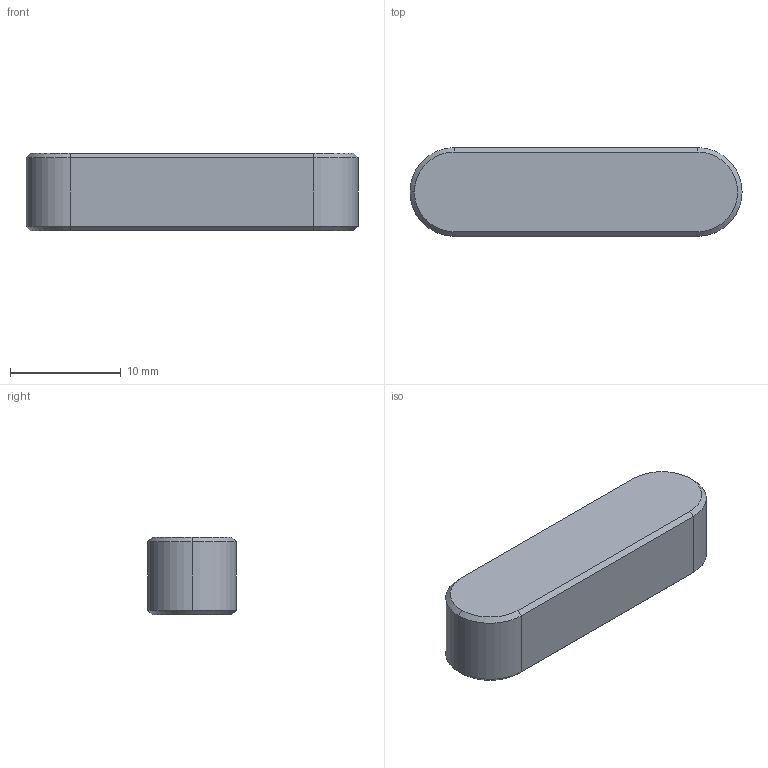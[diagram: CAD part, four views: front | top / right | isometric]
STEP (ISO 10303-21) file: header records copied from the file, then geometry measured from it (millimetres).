
FILE_DESCRIPTION(/* description */ ('Alibre Inc.'),/* implementation_level */ '2;1');
FILE_NAME(/* name */ 'export-073DC6DC-00FB-4927-B008-8F3BC7D6EB17',/* time_stamp */ '2022-09-13T14:29:52+02:00',/* author */ (''),/* organization */ (''),/* preprocessor_version */ 'ST-DEVELOPER v17',/* originating_system */ 'Alibre',/* authorisation */ '');
FILE_SCHEMA (('AUTOMOTIVE_DESIGN'));
Length unit declared in the file: millimetre
Products named in the file (1): Parallel key DIN 6885-1 A 8x7x30 (1)39250.087.030(High)
Bounding box: 30 x 8 x 7 mm (x, y, z)
Volume: 1572.9 mm3; surface area: 903.6 mm2
Topology: 1 solids, 1 shells, 17 faces, 36 edges, 21 vertices
Faces by surface type: plane 8, cone 6, cylinder 3
Entity records: 433 total; most frequent: ORIENTED_EDGE 72, CARTESIAN_POINT 69, DIRECTION 65, EDGE_CURVE 36, AXIS2_PLACEMENT_3D 25, VECTOR 23, LINE 23, VERTEX_POINT 21
